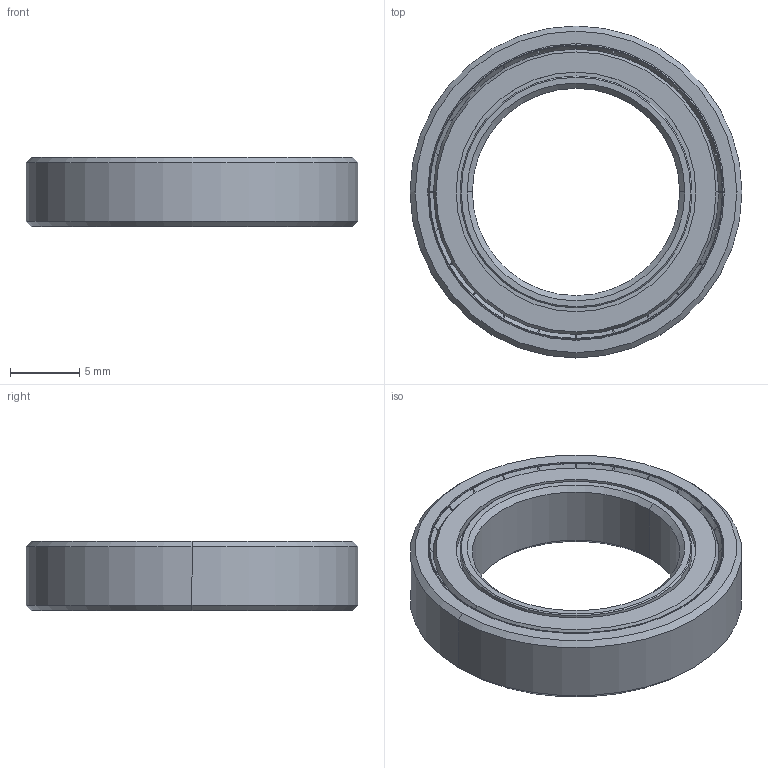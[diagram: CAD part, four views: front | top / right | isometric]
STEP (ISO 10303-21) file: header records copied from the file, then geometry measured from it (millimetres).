
FILE_DESCRIPTION (( 'STEP AP214' ), '1' );
FILE_NAME ('WCP-0078 Rev1.step', '2023-12-22T04:10:02', ( '' ), ( '' ), 'SwSTEP 2.0', 'SolidWorks 2022', '' );
FILE_SCHEMA (( 'AUTOMOTIVE_DESIGN' ));
Length unit declared in the file: millimetre
Products named in the file (1): WCP-0078 Rev1
Bounding box: 24 x 24 x 5 mm (x, y, z)
Volume: 891.9 mm3; surface area: 2710.9 mm2
Topology: 18 solids, 18 shells, 348 faces, 976 edges, 642 vertices
Faces by surface type: plane 158, cone 76, torus 54, cylinder 36, sphere 24
Entity records: 13807 total; most frequent: CARTESIAN_POINT 5183, ORIENTED_EDGE 1832, DIRECTION 1698, EDGE_CURVE 916, AXIS2_PLACEMENT_3D 721, VERTEX_POINT 606, CIRCLE 372, EDGE_LOOP 362
